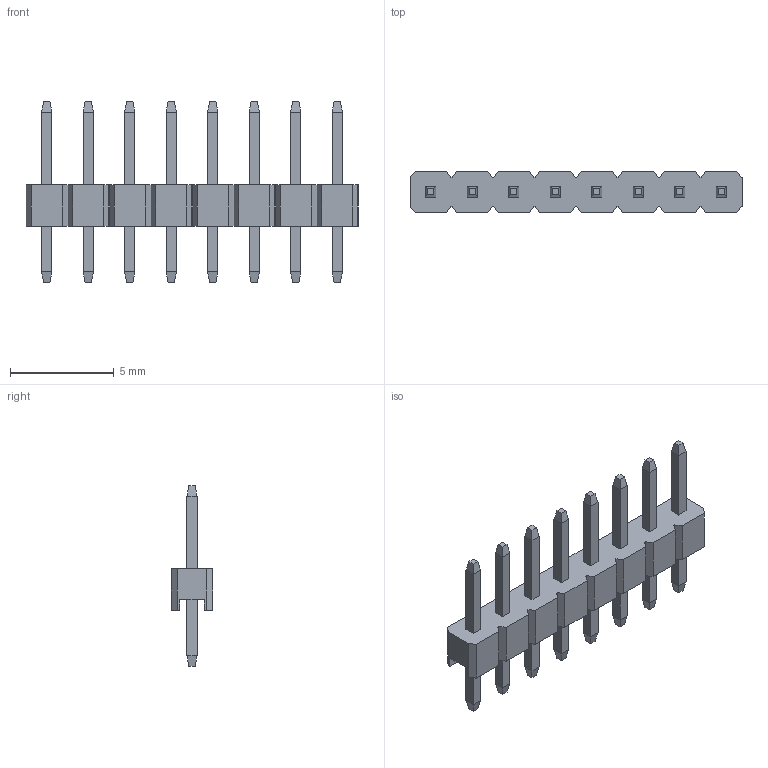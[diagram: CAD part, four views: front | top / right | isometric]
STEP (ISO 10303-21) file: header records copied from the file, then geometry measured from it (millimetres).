
FILE_DESCRIPTION(/* description */ (''),/* implementation_level */ '2;1');
FILE_NAME(/* name */ 'pin header 1x8 pitch 2mm heigth 5mm_v1.step',/* time_stamp */ '2025-03-29T15:13:08+01:00',/* author */ (''),/* organization */ (''),/* preprocessor_version */ 'ST-DEVELOPER v20.1',/* originating_system */ 'Autodesk Translation Framework v14.4.0.0',/* authorisation */ '');
FILE_SCHEMA (('AUTOMOTIVE_DESIGN { 1 0 10303 214 3 1 1 }'));
Length unit declared in the file: millimetre
Products named in the file (1): pin header 1x8 pitch 2mm heigth 5mm
Bounding box: 16 x 2 x 8.7 mm (x, y, z)
Volume: 65.5 mm3; surface area: 313 mm2
Topology: 9 solids, 9 shells, 216 faces, 530 edges, 332 vertices
Faces by surface type: plane 216
Entity records: 6213 total; most frequent: CARTESIAN_POINT 1079, ORIENTED_EDGE 1060, DIRECTION 964, LINE 530, VECTOR 530, EDGE_CURVE 530, VERTEX_POINT 332, EDGE_LOOP 232
